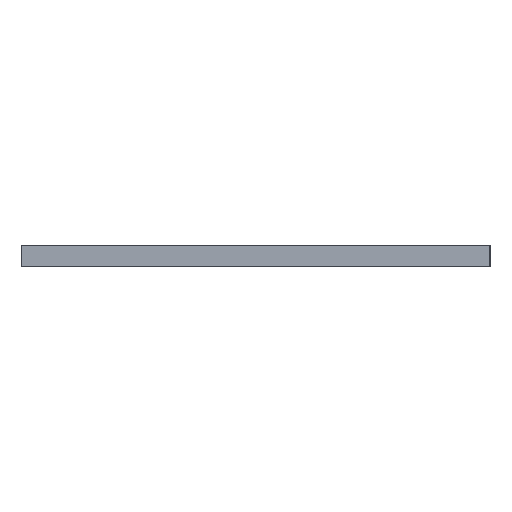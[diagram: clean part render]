
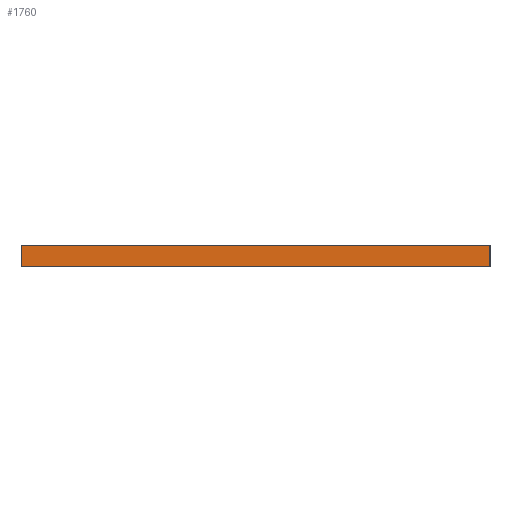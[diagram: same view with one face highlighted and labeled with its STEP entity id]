
A CAD part, left-side view. The second image highlights one B-rep face of the part: STEP entity #1760.
In plain terms, the highlighted planar face has unit normal (-1, 0, 0).
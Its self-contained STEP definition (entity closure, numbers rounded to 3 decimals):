
#40=CARTESIAN_POINT('Vertex',(735.,0.,3.)) ;
#56=CARTESIAN_POINT('Vertex',(735.,0.,0.)) ;
#59=CARTESIAN_POINT('Line Origine',(735.,0.,1.5)) ;
#1717=CARTESIAN_POINT('Vertex',(735.,-64.1,3.)) ;
#1720=CARTESIAN_POINT('Line Origine',(735.,-64.1,1.5)) ;
#1724=CARTESIAN_POINT('Vertex',(735.,-64.1,0.)) ;
#1739=CARTESIAN_POINT('Axis2P3D Location',(735.,-64.1,0.)) ;
#1744=CARTESIAN_POINT('Line Origine',(735.,-32.05,3.)) ;
#1749=CARTESIAN_POINT('Line Origine',(735.,-32.05,0.)) ;
#61=VECTOR('Line Direction',#60,1.) ;
#1722=VECTOR('Line Direction',#1721,1.) ;
#1746=VECTOR('Line Direction',#1745,1.) ;
#1751=VECTOR('Line Direction',#1750,1.) ;
#60=DIRECTION('Vector Direction',(0.,0.,1.)) ;
#1721=DIRECTION('Vector Direction',(0.,0.,1.)) ;
#1740=DIRECTION('Axis2P3D Direction',(1.,0.,0.)) ;
#1741=DIRECTION('Axis2P3D XDirection',(0.,1.,0.)) ;
#1745=DIRECTION('Vector Direction',(0.,1.,0.)) ;
#1750=DIRECTION('Vector Direction',(0.,1.,0.)) ;
#1742=AXIS2_PLACEMENT_3D('Plane Axis2P3D',#1739,#1740,#1741) ;
#62=LINE('Line',#59,#61) ;
#1723=LINE('Line',#1720,#1722) ;
#1747=LINE('Line',#1744,#1746) ;
#1752=LINE('Line',#1749,#1751) ;
#1743=PLANE('',#1742) ;
#63=EDGE_CURVE('',#57,#41,#62,.T.) ;
#1726=EDGE_CURVE('',#1725,#1718,#1723,.T.) ;
#1748=EDGE_CURVE('',#1718,#41,#1747,.T.) ;
#1753=EDGE_CURVE('',#1725,#57,#1752,.T.) ;
#1755=ORIENTED_EDGE('',*,*,#1748,.T.) ;
#1756=ORIENTED_EDGE('',*,*,#63,.F.) ;
#1757=ORIENTED_EDGE('',*,*,#1753,.F.) ;
#1758=ORIENTED_EDGE('',*,*,#1726,.T.) ;
#1754=EDGE_LOOP('',(#1755,#1756,#1757,#1758)) ;
#41=VERTEX_POINT('',#40) ;
#57=VERTEX_POINT('',#56) ;
#1718=VERTEX_POINT('',#1717) ;
#1725=VERTEX_POINT('',#1724) ;
#1760=ADVANCED_FACE('PartBody',(#1759),#1743,.F.) ;
#1759=FACE_OUTER_BOUND('',#1754,.T.) ;
